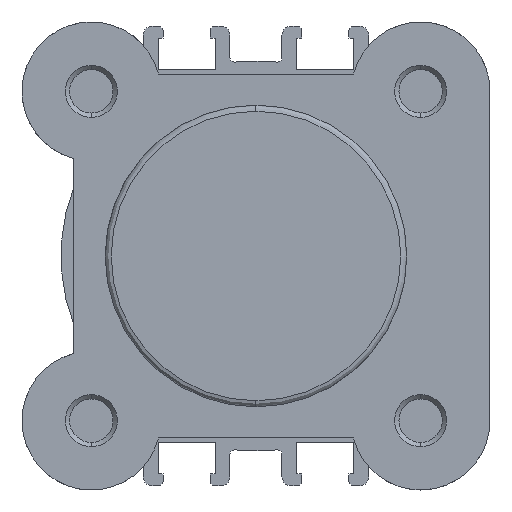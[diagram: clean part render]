
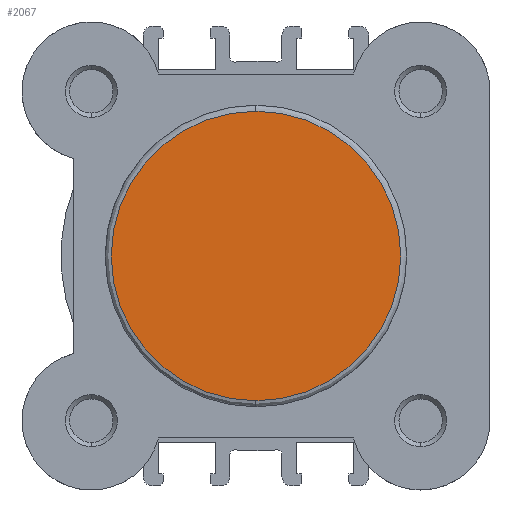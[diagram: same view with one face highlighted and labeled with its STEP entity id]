
A CAD part, left-side view. The second image highlights one B-rep face of the part: STEP entity #2067.
In plain terms, the highlighted planar face has unit normal (-1, 0, 0).
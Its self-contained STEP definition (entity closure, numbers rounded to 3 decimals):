
#771 = VERTEX_POINT ( 'NONE', #1170 ) ;
#791 = VERTEX_POINT ( 'NONE', #1190 ) ;
#1170 = CARTESIAN_POINT ( 'NONE',  ( 0., 0., 16.7 ) ) ;
#1190 = CARTESIAN_POINT ( 'NONE',  ( 0., 0., -16.7 ) ) ;
#2067 = ADVANCED_FACE ( 'NONE', ( #7157 ), #3371, .T. ) ;
#2592 = EDGE_CURVE ( 'NONE', #791, #771, #5476, .T. ) ;
#2654 = EDGE_CURVE ( 'NONE', #771, #791, #5569, .T. ) ;
#2917 = AXIS2_PLACEMENT_3D ( 'NONE', #3374, #3384, #3385 ) ;
#3179 = AXIS2_PLACEMENT_3D ( 'NONE', #6063, #6064, #6065 ) ;
#3211 = AXIS2_PLACEMENT_3D ( 'NONE', #6220, #6221, #6222 ) ;
#3371 = PLANE ( 'NONE',  #2917 ) ;
#3374 = CARTESIAN_POINT ( 'NONE',  ( 0., -17.4, 0. ) ) ;
#3384 = DIRECTION ( 'NONE',  ( -1., 0., 0. ) ) ;
#3385 = DIRECTION ( 'NONE',  ( 0., 0., 1. ) ) ;
#4607 = ORIENTED_EDGE ( 'NONE', *, *, #2592, .T. ) ;
#4608 = ORIENTED_EDGE ( 'NONE', *, *, #2654, .T. ) ;
#4712 = EDGE_LOOP ( 'NONE', ( #4608, #4607 ) ) ;
#5476 = CIRCLE ( 'NONE', #3179, 16.7 ) ;
#5569 = CIRCLE ( 'NONE', #3211, 16.7 ) ;
#6063 = CARTESIAN_POINT ( 'NONE',  ( 0., 0., 0. ) ) ;
#6064 = DIRECTION ( 'NONE',  ( -1., 0., 0. ) ) ;
#6065 = DIRECTION ( 'NONE',  ( 0., 0., 1. ) ) ;
#6220 = CARTESIAN_POINT ( 'NONE',  ( 0., 0., 0. ) ) ;
#6221 = DIRECTION ( 'NONE',  ( -1., 0., 0. ) ) ;
#6222 = DIRECTION ( 'NONE',  ( 0., 0., 1. ) ) ;
#7157 = FACE_OUTER_BOUND ( 'NONE', #4712, .T. ) ;
